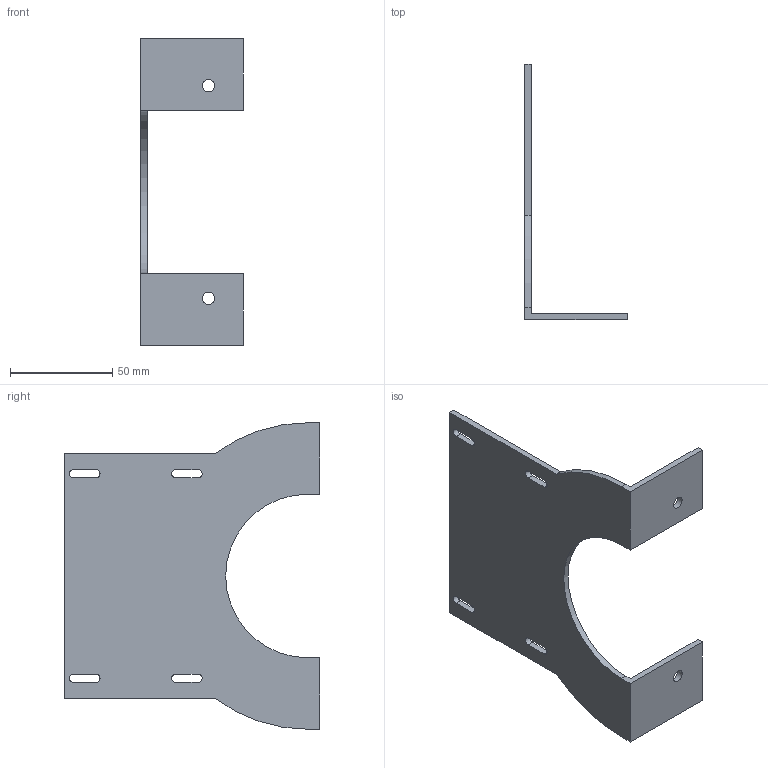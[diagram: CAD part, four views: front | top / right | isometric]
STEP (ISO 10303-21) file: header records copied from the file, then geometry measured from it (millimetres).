
FILE_DESCRIPTION(/* description */ ('Alibre Inc.'),/* implementation_level */ '2;1');
FILE_NAME(/* name */ 'export0',/* time_stamp */ '2010-10-24T07:06:40+11:00',/* author */ (''),/* organization */ (''),/* preprocessor_version */ 'ST-DEVELOPER v10',/* originating_system */ 'Alibre',/* authorisation */ '');
FILE_SCHEMA (('ALIBRE_SCHEMA','CONFIG_CONTROL_DESIGN'));
Length unit declared in the file: centimetre
Products named in the file (1): ID_1
Bounding box: 50 x 125 x 150 mm (x, y, z)
Volume: 48340.8 mm3; surface area: 35071.7 mm2
Topology: 1 solids, 1 shells, 36 faces, 104 edges, 70 vertices
Faces by surface type: plane 23, cylinder 13
Full cylindrical faces by diameter (mm): 6 x2
Entity records: 2793 total; most frequent: CARTESIAN_POINT 428, DIRECTION 262, ORIENTED_EDGE 200, REFERENCEDEPENDENTUV 153, VECTOR 153, CONSTRAINTPAIRUV 151, LINE 110, PERSISTANTTOPOLOGYATTRIBUTE 102
